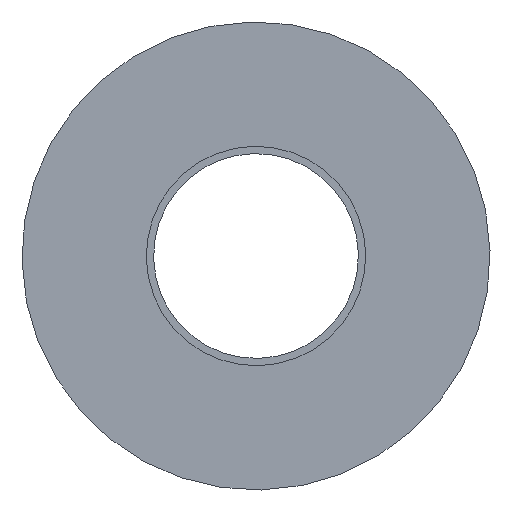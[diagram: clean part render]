
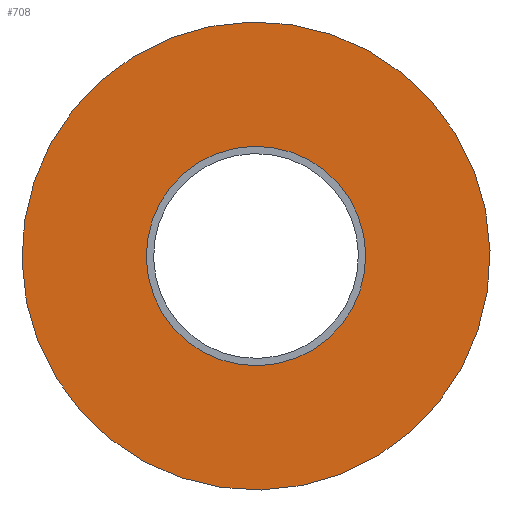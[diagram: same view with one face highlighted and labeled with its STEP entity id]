
A CAD part, left-side view. The second image highlights one B-rep face of the part: STEP entity #708.
In plain terms, the highlighted planar face has unit normal (-1, 0, 0).
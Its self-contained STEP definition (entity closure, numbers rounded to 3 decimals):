
#482=CARTESIAN_POINT('Axis2P3D Location',(0.,0.,0.)) ;
#486=CARTESIAN_POINT('Vertex',(0.,6.582,3.596)) ;
#488=CARTESIAN_POINT('Vertex',(0.,-6.582,-3.596)) ;
#517=CARTESIAN_POINT('Axis2P3D Location',(0.,0.,0.)) ;
#656=CARTESIAN_POINT('Vertex',(0.,14.041,7.671)) ;
#659=CARTESIAN_POINT('Axis2P3D Location',(0.,0.,0.)) ;
#663=CARTESIAN_POINT('Vertex',(0.,-14.041,-7.671)) ;
#683=CARTESIAN_POINT('Axis2P3D Location',(0.,0.,0.)) ;
#695=CARTESIAN_POINT('Axis2P3D Location',(0.,16.,0.)) ;
#483=DIRECTION('Axis2P3D Direction',(1.,0.,0.)) ;
#518=DIRECTION('Axis2P3D Direction',(1.,0.,0.)) ;
#660=DIRECTION('Axis2P3D Direction',(1.,0.,0.)) ;
#684=DIRECTION('Axis2P3D Direction',(1.,0.,0.)) ;
#696=DIRECTION('Axis2P3D Direction',(1.,0.,0.)) ;
#697=DIRECTION('Axis2P3D XDirection',(0.,1.,0.)) ;
#484=AXIS2_PLACEMENT_3D('Circle Axis2P3D',#482,#483,$) ;
#519=AXIS2_PLACEMENT_3D('Circle Axis2P3D',#517,#518,$) ;
#661=AXIS2_PLACEMENT_3D('Circle Axis2P3D',#659,#660,$) ;
#685=AXIS2_PLACEMENT_3D('Circle Axis2P3D',#683,#684,$) ;
#698=AXIS2_PLACEMENT_3D('Plane Axis2P3D',#695,#696,#697) ;
#701=ORIENTED_EDGE('',*,*,#665,.F.) ;
#702=ORIENTED_EDGE('',*,*,#687,.F.) ;
#705=ORIENTED_EDGE('',*,*,#521,.T.) ;
#706=ORIENTED_EDGE('',*,*,#490,.T.) ;
#707=FACE_BOUND('',#704,.T.) ;
#708=ADVANCED_FACE('Corps principal',(#703,#707),#699,.F.) ;
#485=CIRCLE('generated circle',#484,7.5) ;
#520=CIRCLE('generated circle',#519,7.5) ;
#662=CIRCLE('generated circle',#661,16.) ;
#686=CIRCLE('generated circle',#685,16.) ;
#490=EDGE_CURVE('',#487,#489,#485,.T.) ;
#521=EDGE_CURVE('',#489,#487,#520,.T.) ;
#665=EDGE_CURVE('',#657,#664,#662,.T.) ;
#687=EDGE_CURVE('',#664,#657,#686,.T.) ;
#700=EDGE_LOOP('',(#701,#702)) ;
#704=EDGE_LOOP('',(#705,#706)) ;
#703=FACE_OUTER_BOUND('',#700,.T.) ;
#699=PLANE('Plane',#698) ;
#487=VERTEX_POINT('',#486) ;
#489=VERTEX_POINT('',#488) ;
#657=VERTEX_POINT('',#656) ;
#664=VERTEX_POINT('',#663) ;
